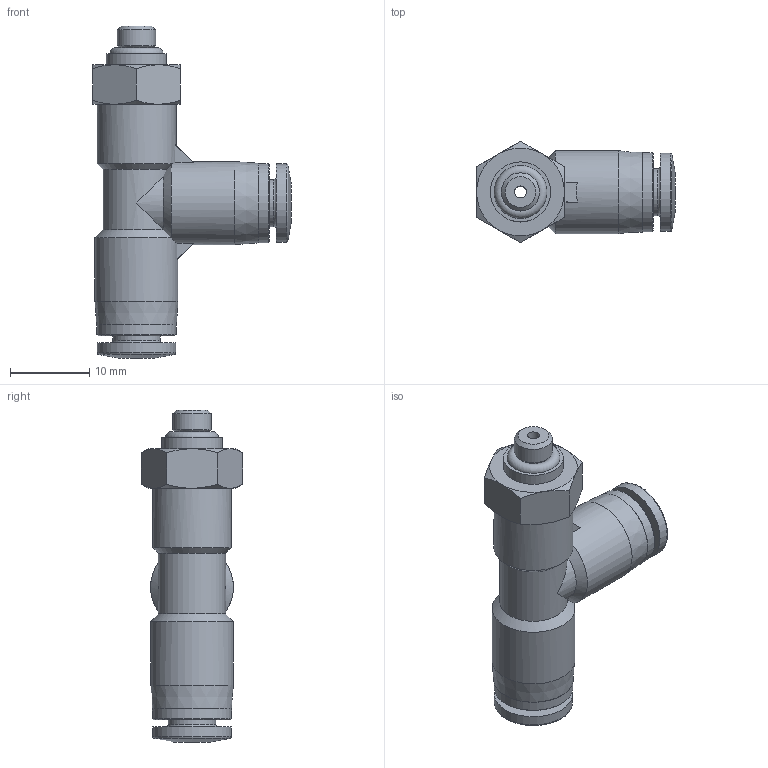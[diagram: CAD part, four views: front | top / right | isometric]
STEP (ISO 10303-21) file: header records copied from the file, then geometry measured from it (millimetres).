
FILE_DESCRIPTION(/* description */ ('STEP AP214'),/* implementation_level */ '2;1');
FILE_NAME(/* name */ '564706_QBTL-10-32-UNF-5_32-U',/* time_stamp */ '2024-09-14T04:39:34+02:00',/* author */ ('License CC BY-ND 4.0'),/* organization */ ('CADENAS'),/* preprocessor_version */ 'ST-DEVELOPER v19.3',/* originating_system */ 'PARTsolutions',/* authorisation */ ' ');
FILE_SCHEMA (('AUTOMOTIVE_DESIGN {1 0 10303 214 3 1 1}'));
Length unit declared in the file: millimetre
Products named in the file (1): 564706 QBTL-10-32-UNF-5/32-U
Bounding box: 25.16 x 12.83 x 42 mm (x, y, z)
Volume: 3836.2 mm3; surface area: 2695.3 mm2
Topology: 1 solids, 1 shells, 74 faces, 161 edges, 97 vertices
Faces by surface type: cone 24, plane 24, cylinder 19, torus 7
Full cylindrical faces by diameter (mm): 1.5 x2, 3.881 x1, 3.968 x2, 4.826 x1, 5.968 x2, 7.6 x1, 9.9 x2, 10 x3, 10.5 x2
Entity records: 2389 total; most frequent: CARTESIAN_POINT 393, DIRECTION 312, ORIENTED_EDGE 248, AXIS2_PLACEMENT_3D 147, EDGE_CURVE 124, EDGE_LOOP 118, FACE_BOUND 118, VERTEX_POINT 92
